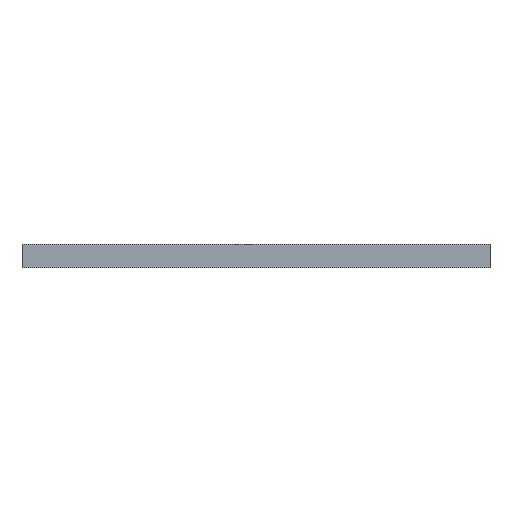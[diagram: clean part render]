
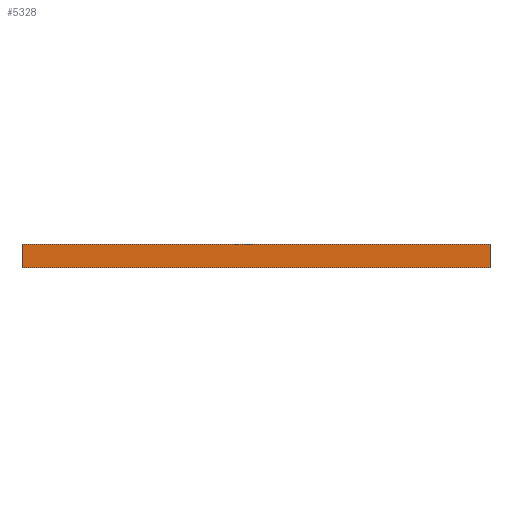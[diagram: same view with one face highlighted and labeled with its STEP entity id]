
A CAD part, front view. The second image highlights one B-rep face of the part: STEP entity #5328.
In plain terms, the highlighted planar face has unit normal (0, -1, 0).
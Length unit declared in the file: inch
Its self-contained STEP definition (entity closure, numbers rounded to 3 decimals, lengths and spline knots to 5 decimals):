
#147 = EDGE_CURVE ( 'NONE', #3765, #6471, #6241, .T. ) ;
#285 = CARTESIAN_POINT ( 'NONE',  ( -0.59055, -0.59055, 0. ) ) ;
#457 = FACE_OUTER_BOUND ( 'NONE', #666, .T. ) ;
#656 = CARTESIAN_POINT ( 'NONE',  ( -0.59055, -0.59055, 0.01969 ) ) ;
#666 = EDGE_LOOP ( 'NONE', ( #1603, #6557, #3702, #2355 ) ) ;
#811 = VERTEX_POINT ( 'NONE', #1883 ) ;
#1009 = CARTESIAN_POINT ( 'NONE',  ( -0.59055, -0.59055, -0.03937 ) ) ;
#1061 = VECTOR ( 'NONE', #4961, 39.37008 ) ;
#1122 = CARTESIAN_POINT ( 'NONE',  ( 0.59055, -0.59055, -0.03937 ) ) ;
#1302 = CARTESIAN_POINT ( 'NONE',  ( -0.59055, -0.59055, 0. ) ) ;
#1404 = AXIS2_PLACEMENT_3D ( 'NONE', #285, #2345, #1820 ) ;
#1580 = VECTOR ( 'NONE', #2558, 39.37008 ) ;
#1603 = ORIENTED_EDGE ( 'NONE', *, *, #3840, .F. ) ;
#1820 = DIRECTION ( 'NONE',  ( 1., 0., 0. ) ) ;
#1883 = CARTESIAN_POINT ( 'NONE',  ( 0.59055, -0.59055, 0.01969 ) ) ;
#2005 = VECTOR ( 'NONE', #2829, 39.37008 ) ;
#2341 = LINE ( 'NONE', #656, #2005 ) ;
#2345 = DIRECTION ( 'NONE',  ( 0., -1., 0. ) ) ;
#2355 = ORIENTED_EDGE ( 'NONE', *, *, #6503, .F. ) ;
#2558 = DIRECTION ( 'NONE',  ( 1., 0., 0. ) ) ;
#2611 = LINE ( 'NONE', #1302, #1061 ) ;
#2794 = CARTESIAN_POINT ( 'NONE',  ( -0.59055, -0.59055, -0.03937 ) ) ;
#2829 = DIRECTION ( 'NONE',  ( 1., 0., 0. ) ) ;
#3702 = ORIENTED_EDGE ( 'NONE', *, *, #3983, .T. ) ;
#3765 = VERTEX_POINT ( 'NONE', #2794 ) ;
#3769 = LINE ( 'NONE', #4931, #6455 ) ;
#3840 = EDGE_CURVE ( 'NONE', #3765, #5077, #2611, .T. ) ;
#3983 = EDGE_CURVE ( 'NONE', #6471, #811, #3769, .T. ) ;
#4931 = CARTESIAN_POINT ( 'NONE',  ( 0.59055, -0.59055, 0. ) ) ;
#4956 = PLANE ( 'NONE',  #1404 ) ;
#4961 = DIRECTION ( 'NONE',  ( 0., 0., 1. ) ) ;
#4993 = DIRECTION ( 'NONE',  ( 0., 0., 1. ) ) ;
#5077 = VERTEX_POINT ( 'NONE', #6621 ) ;
#5328 = ADVANCED_FACE ( 'NONE', ( #457 ), #4956, .T. ) ;
#6241 = LINE ( 'NONE', #1009, #1580 ) ;
#6455 = VECTOR ( 'NONE', #4993, 39.37008 ) ;
#6471 = VERTEX_POINT ( 'NONE', #1122 ) ;
#6503 = EDGE_CURVE ( 'NONE', #5077, #811, #2341, .T. ) ;
#6557 = ORIENTED_EDGE ( 'NONE', *, *, #147, .T. ) ;
#6621 = CARTESIAN_POINT ( 'NONE',  ( -0.59055, -0.59055, 0.01969 ) ) ;
